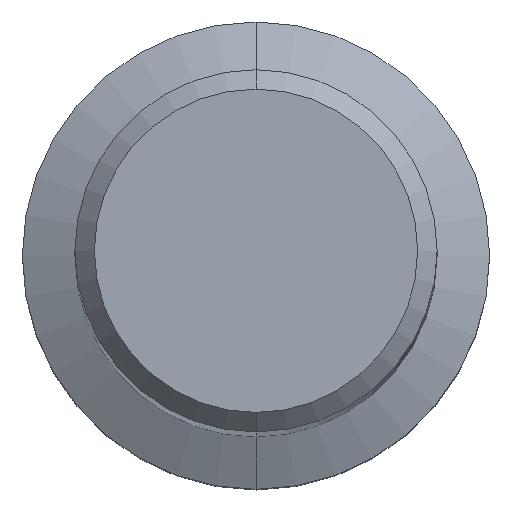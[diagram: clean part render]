
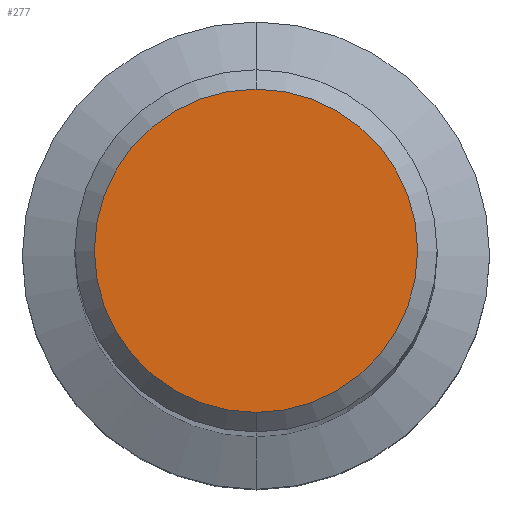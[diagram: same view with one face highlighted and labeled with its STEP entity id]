
A CAD part, top view. The second image highlights one B-rep face of the part: STEP entity #277.
In plain terms, the highlighted planar face has unit normal (0, 0, 1).
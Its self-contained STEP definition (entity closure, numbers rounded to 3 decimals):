
#233=VERTEX_POINT('',#594);
#277=ADVANCED_FACE('',(#641),#642,.T.);
#281=EDGE_CURVE('',#395,#233,#646,.T.);
#293=EDGE_CURVE('',#233,#395,#659,.T.);
#395=VERTEX_POINT('',#772);
#594=CARTESIAN_POINT('',(0.0,4.15,0.0));
#641=FACE_OUTER_BOUND('',#1170,.T.);
#642=PLANE('',#1171);
#646=CIRCLE('',#1178,4.15);
#659=CIRCLE('',#1198,4.15);
#772=CARTESIAN_POINT('',(0.,-4.15,0.0));
#1170=EDGE_LOOP('',(#1747,#1748));
#1171=AXIS2_PLACEMENT_3D('',#1749,#1750,#1751);
#1178=AXIS2_PLACEMENT_3D('',#1753,#1754,#1755);
#1198=AXIS2_PLACEMENT_3D('',#1772,#1773,#1774);
#1747=ORIENTED_EDGE('',*,*,#293,.F.);
#1748=ORIENTED_EDGE('',*,*,#281,.F.);
#1749=CARTESIAN_POINT('',(0.0,2.075,0.0));
#1750=DIRECTION('',(-0.0,0.0,1.0));
#1751=DIRECTION('',(0.0,-1.0,0.0));
#1753=CARTESIAN_POINT('',(0.0,0.0,0.0));
#1754=DIRECTION('',(0.0,0.0,-1.0));
#1755=DIRECTION('',(0.0,1.0,0.0));
#1772=CARTESIAN_POINT('',(0.0,0.0,0.0));
#1773=DIRECTION('',(0.0,0.0,-1.0));
#1774=DIRECTION('',(0.0,1.0,0.0));
